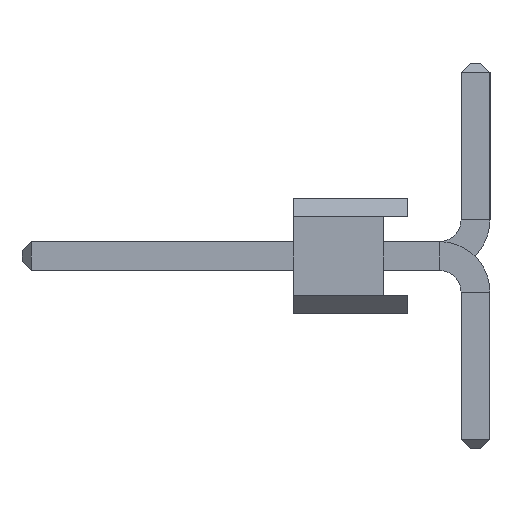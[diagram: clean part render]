
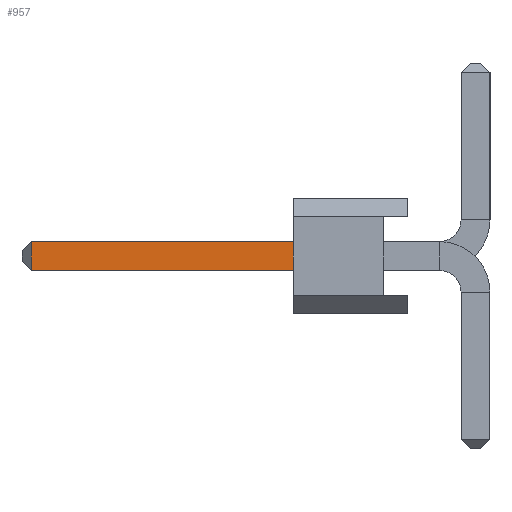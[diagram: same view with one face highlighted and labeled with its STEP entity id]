
A CAD part, left-side view. The second image highlights one B-rep face of the part: STEP entity #957.
In plain terms, the highlighted planar face has unit normal (-1, 0, 0).
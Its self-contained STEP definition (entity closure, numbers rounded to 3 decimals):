
#63 = EDGE_CURVE ( 'NONE', #505, #1287, #831, .T. ) ;
#78 = EDGE_LOOP ( 'NONE', ( #1194, #975, #281, #1435 ) ) ;
#83 = CARTESIAN_POINT ( 'NONE',  ( -0.32, 2.54, 0.32 ) ) ;
#201 = CARTESIAN_POINT ( 'NONE',  ( -0.32, -0.7, -0.32 ) ) ;
#204 = EDGE_CURVE ( 'NONE', #505, #1213, #537, .T. ) ;
#209 = DIRECTION ( 'NONE',  ( 0., 1., 0. ) ) ;
#236 = CARTESIAN_POINT ( 'NONE',  ( -0.32, 2.54, -0.32 ) ) ;
#281 = ORIENTED_EDGE ( 'NONE', *, *, #1841, .F. ) ;
#312 = FACE_OUTER_BOUND ( 'NONE', #78, .T. ) ;
#436 = VECTOR ( 'NONE', #1264, 1000. ) ;
#499 = VECTOR ( 'NONE', #591, 1000. ) ;
#505 = VERTEX_POINT ( 'NONE', #83 ) ;
#520 = CARTESIAN_POINT ( 'NONE',  ( -0.32, 8.34, -0.32 ) ) ;
#537 = LINE ( 'NONE', #1207, #499 ) ;
#591 = DIRECTION ( 'NONE',  ( 0., 0., -1. ) ) ;
#640 = DIRECTION ( 'NONE',  ( 0., 0., 1. ) ) ;
#665 = VECTOR ( 'NONE', #726, 1000. ) ;
#726 = DIRECTION ( 'NONE',  ( 0., 1., 0. ) ) ;
#831 = LINE ( 'NONE', #1502, #665 ) ;
#853 = LINE ( 'NONE', #520, #436 ) ;
#940 = PLANE ( 'NONE',  #1005 ) ;
#957 = ADVANCED_FACE ( 'NONE', ( #312 ), #940, .T. ) ;
#975 = ORIENTED_EDGE ( 'NONE', *, *, #1693, .T. ) ;
#1005 = AXIS2_PLACEMENT_3D ( 'NONE', #201, #1131, #640 ) ;
#1131 = DIRECTION ( 'NONE',  ( -1., 0., 0. ) ) ;
#1194 = ORIENTED_EDGE ( 'NONE', *, *, #63, .T. ) ;
#1207 = CARTESIAN_POINT ( 'NONE',  ( -0.32, 2.54, 0. ) ) ;
#1213 = VERTEX_POINT ( 'NONE', #236 ) ;
#1264 = DIRECTION ( 'NONE',  ( 0., 0., -1. ) ) ;
#1267 = VERTEX_POINT ( 'NONE', #1907 ) ;
#1274 = LINE ( 'NONE', #1715, #1782 ) ;
#1287 = VERTEX_POINT ( 'NONE', #1880 ) ;
#1435 = ORIENTED_EDGE ( 'NONE', *, *, #204, .F. ) ;
#1502 = CARTESIAN_POINT ( 'NONE',  ( -0.32, -0.7, 0.32 ) ) ;
#1693 = EDGE_CURVE ( 'NONE', #1287, #1267, #853, .T. ) ;
#1715 = CARTESIAN_POINT ( 'NONE',  ( -0.32, -0.7, -0.32 ) ) ;
#1782 = VECTOR ( 'NONE', #209, 1000. ) ;
#1841 = EDGE_CURVE ( 'NONE', #1213, #1267, #1274, .T. ) ;
#1880 = CARTESIAN_POINT ( 'NONE',  ( -0.32, 8.34, 0.32 ) ) ;
#1907 = CARTESIAN_POINT ( 'NONE',  ( -0.32, 8.34, -0.32 ) ) ;
